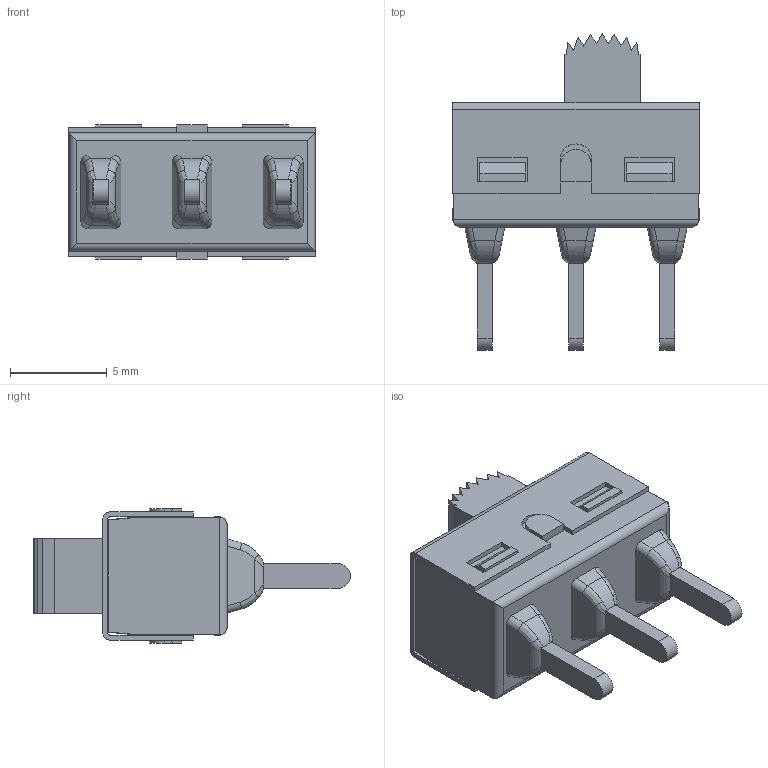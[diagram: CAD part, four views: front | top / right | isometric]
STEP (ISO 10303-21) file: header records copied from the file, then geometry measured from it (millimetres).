
FILE_DESCRIPTION( ( 'STEP AP214' ), ' ' );
FILE_NAME( 'psolqas1347111755.stp', '2017-09-21T11:47:11', ( '' ), ( '' ), ' ', 'PARTsolutions', ' ' );
FILE_SCHEMA( ( 'AUTOMOTIVE_DESIGN { 1 0 10303 214 1 1 1 1 }' ) );
Length unit declared in the file: metre
Products named in the file (1): 1
Bounding box: 12.7 x 16.33 x 6.91 mm (x, y, z)
Volume: 410.8 mm3; surface area: 1225.7 mm2
Topology: 1 solids, 1 shells, 349 faces, 1000 edges, 639 vertices
Faces by surface type: plane 256, cylinder 65, bspline 28
Full cylindrical faces by diameter (mm): 2.388 x1
Entity records: 12727 total; most frequent: CARTESIAN_POINT 3836, ORIENTED_EDGE 1996, DIRECTION 1612, EDGE_CURVE 998, LINE 812, VECTOR 812, VERTEX_POINT 638, AXIS2_PLACEMENT_3D 400
